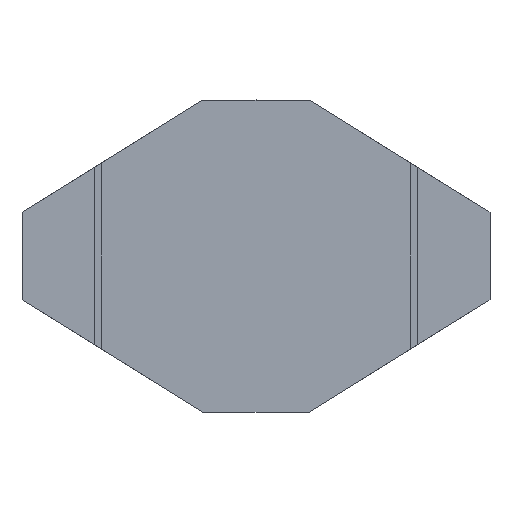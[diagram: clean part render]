
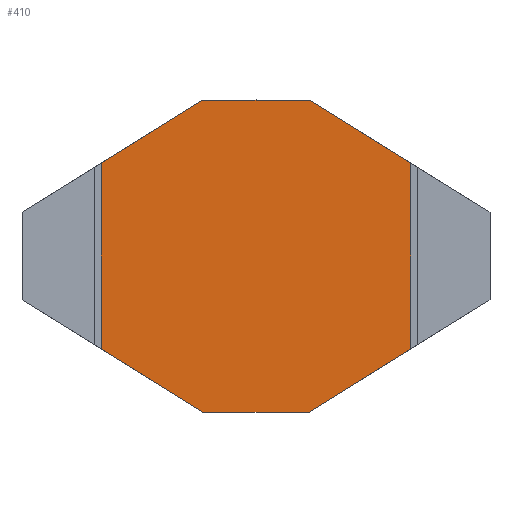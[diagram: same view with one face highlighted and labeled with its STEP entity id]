
A CAD part, front view. The second image highlights one B-rep face of the part: STEP entity #410.
In plain terms, the highlighted planar face has unit normal (0, -1, 0).
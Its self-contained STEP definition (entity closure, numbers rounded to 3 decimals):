
#1=DIRECTION('',(-0.85,0.,-0.527));
#2=VECTOR('',#1,1.686);
#3=CARTESIAN_POINT('',(2.183,0.,-1.312));
#4=LINE('',#3,#2);
#5=DIRECTION('',(-1.,0.,0.));
#6=VECTOR('',#5,1.5);
#7=CARTESIAN_POINT('',(0.75,0.,-2.2));
#8=LINE('',#7,#6);
#9=DIRECTION('',(-0.85,0.,0.527));
#10=VECTOR('',#9,1.686);
#11=CARTESIAN_POINT('',(-0.75,0.,-2.2));
#12=LINE('',#11,#10);
#13=DIRECTION('',(0.85,0.,0.527));
#14=VECTOR('',#13,1.686);
#15=CARTESIAN_POINT('',(-2.183,0.,1.312));
#16=LINE('',#15,#14);
#17=DIRECTION('',(1.,0.,0.));
#18=VECTOR('',#17,1.5);
#19=CARTESIAN_POINT('',(-0.75,0.,2.2));
#20=LINE('',#19,#18);
#21=DIRECTION('',(0.85,0.,-0.527));
#22=VECTOR('',#21,1.686);
#23=CARTESIAN_POINT('',(0.75,0.,2.2));
#24=LINE('',#23,#22);
#61=DIRECTION('',(0.,0.,1.));
#62=VECTOR('',#61,2.624);
#63=CARTESIAN_POINT('',(2.183,0.,-1.312));
#64=LINE('',#63,#62);
#109=DIRECTION('',(0.,0.,-1.));
#110=VECTOR('',#109,2.624);
#111=CARTESIAN_POINT('',(-2.183,0.,1.312));
#112=LINE('',#111,#110);
#299=CARTESIAN_POINT('',(-0.75,0.,2.2));
#300=CARTESIAN_POINT('',(0.75,0.,2.2));
#301=VERTEX_POINT('',#299);
#302=VERTEX_POINT('',#300);
#307=CARTESIAN_POINT('',(0.75,0.,-2.2));
#308=CARTESIAN_POINT('',(-0.75,0.,-2.2));
#309=VERTEX_POINT('',#307);
#310=VERTEX_POINT('',#308);
#367=CARTESIAN_POINT('',(-2.183,0.,1.312));
#368=VERTEX_POINT('',#367);
#373=CARTESIAN_POINT('',(2.183,0.,1.312));
#374=VERTEX_POINT('',#373);
#379=CARTESIAN_POINT('',(2.183,0.,-1.312));
#380=VERTEX_POINT('',#379);
#385=CARTESIAN_POINT('',(-2.183,0.,-1.312));
#386=VERTEX_POINT('',#385);
#387=CARTESIAN_POINT('',(0.,0.,0.));
#388=DIRECTION('',(0.,1.,0.));
#389=DIRECTION('',(1.,0.,0.));
#390=AXIS2_PLACEMENT_3D('',#387,#388,#389);
#391=PLANE('',#390);
#393=ORIENTED_EDGE('',*,*,#392,.F.);
#395=ORIENTED_EDGE('',*,*,#394,.T.);
#397=ORIENTED_EDGE('',*,*,#396,.T.);
#399=ORIENTED_EDGE('',*,*,#398,.T.);
#401=ORIENTED_EDGE('',*,*,#400,.F.);
#403=ORIENTED_EDGE('',*,*,#402,.T.);
#405=ORIENTED_EDGE('',*,*,#404,.T.);
#407=ORIENTED_EDGE('',*,*,#406,.T.);
#408=EDGE_LOOP('',(#393,#395,#397,#399,#401,#403,#405,#407));
#409=FACE_OUTER_BOUND('',#408,.F.);
#392=EDGE_CURVE('',#380,#374,#64,.T.);
#394=EDGE_CURVE('',#380,#309,#4,.T.);
#396=EDGE_CURVE('',#309,#310,#8,.T.);
#398=EDGE_CURVE('',#310,#386,#12,.T.);
#400=EDGE_CURVE('',#368,#386,#112,.T.);
#402=EDGE_CURVE('',#368,#301,#16,.T.);
#404=EDGE_CURVE('',#301,#302,#20,.T.);
#406=EDGE_CURVE('',#302,#374,#24,.T.);
#410=ADVANCED_FACE('',(#409),#391,.F.);
